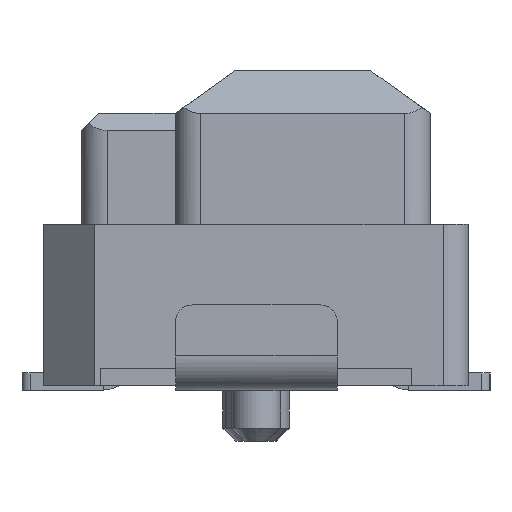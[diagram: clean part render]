
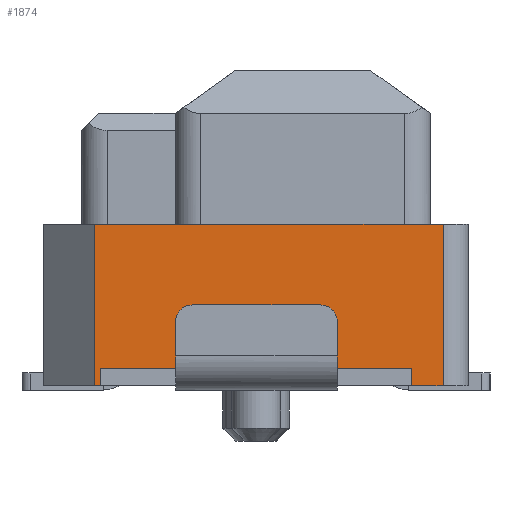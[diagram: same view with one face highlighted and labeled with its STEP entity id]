
A CAD part, left-side view. The second image highlights one B-rep face of the part: STEP entity #1874.
In plain terms, the highlighted planar face has unit normal (-1, 0, 0).
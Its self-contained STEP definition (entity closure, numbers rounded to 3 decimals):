
#1549=CARTESIAN_POINT('',(-4.4,1.9,0.));
#1550=VERTEX_POINT('',#1549);
#1557=CARTESIAN_POINT('',(-4.4,1.9,1.9));
#1558=VERTEX_POINT('',#1557);
#1559=CARTESIAN_POINT('',(-4.4,1.9,0.));
#1560=DIRECTION('',(0.,0.,1.));
#1561=VECTOR('',#1560,1.9);
#1562=LINE('',#1559,#1561);
#1563=EDGE_CURVE('',#1550,#1558,#1562,.T.);
#1739=CARTESIAN_POINT('',(-4.4,-2.2,0.));
#1740=VERTEX_POINT('',#1739);
#1749=CARTESIAN_POINT('',(-4.4,-2.2,1.9));
#1750=VERTEX_POINT('',#1749);
#1758=CARTESIAN_POINT('',(-4.4,-2.2,1.9));
#1759=DIRECTION('',(0.,0.,-1.));
#1760=VECTOR('',#1759,1.9);
#1761=LINE('',#1758,#1760);
#1762=EDGE_CURVE('',#1750,#1740,#1761,.T.);
#1821=CARTESIAN_POINT('',(-4.4,0.,1.6));
#1822=DIRECTION('',(0.,-1.,0.));
#1823=DIRECTION('',(-1.,0.,0.));
#1824=AXIS2_PLACEMENT_3D('',#1821,#1823,#1822);
#1825=PLANE('',#1824);
#1826=CARTESIAN_POINT('',(-4.4,1.9,1.9));
#1827=DIRECTION('',(0.,-1.,0.));
#1828=VECTOR('',#1827,4.1);
#1829=LINE('',#1826,#1828);
#1830=EDGE_CURVE('',#1558,#1750,#1829,.T.);
#1831=ORIENTED_EDGE('',*,*,#1830,.F.);
#1832=ORIENTED_EDGE('',*,*,#1563,.F.);
#1833=CARTESIAN_POINT('',(-4.4,1.825,0.));
#1834=VERTEX_POINT('',#1833);
#1835=CARTESIAN_POINT('',(-4.4,1.9,0.));
#1836=DIRECTION('',(0.,-1.,0.));
#1837=VECTOR('',#1836,0.075);
#1838=LINE('',#1835,#1837);
#1839=EDGE_CURVE('',#1550,#1834,#1838,.T.);
#1840=ORIENTED_EDGE('',*,*,#1839,.T.);
#1841=CARTESIAN_POINT('',(-4.4,1.825,0.2));
#1842=VERTEX_POINT('',#1841);
#1843=CARTESIAN_POINT('',(-4.4,1.825,0.));
#1844=DIRECTION('',(0.,0.,1.));
#1845=VECTOR('',#1844,0.2);
#1846=LINE('',#1843,#1845);
#1847=EDGE_CURVE('',#1834,#1842,#1846,.T.);
#1848=ORIENTED_EDGE('',*,*,#1847,.T.);
#1849=CARTESIAN_POINT('',(-4.4,-1.825,0.2));
#1850=VERTEX_POINT('',#1849);
#1851=CARTESIAN_POINT('',(-4.4,1.825,0.2));
#1852=DIRECTION('',(0.,-1.,0.));
#1853=VECTOR('',#1852,3.65);
#1854=LINE('',#1851,#1853);
#1855=EDGE_CURVE('',#1842,#1850,#1854,.T.);
#1856=ORIENTED_EDGE('',*,*,#1855,.T.);
#1857=CARTESIAN_POINT('',(-4.4,-1.825,0.));
#1858=VERTEX_POINT('',#1857);
#1859=CARTESIAN_POINT('',(-4.4,-1.825,0.2));
#1860=DIRECTION('',(0.,0.,-1.));
#1861=VECTOR('',#1860,0.2);
#1862=LINE('',#1859,#1861);
#1863=EDGE_CURVE('',#1850,#1858,#1862,.T.);
#1864=ORIENTED_EDGE('',*,*,#1863,.T.);
#1865=CARTESIAN_POINT('',(-4.4,-1.825,0.));
#1866=DIRECTION('',(0.,-1.,0.));
#1867=VECTOR('',#1866,0.375);
#1868=LINE('',#1865,#1867);
#1869=EDGE_CURVE('',#1858,#1740,#1868,.T.);
#1870=ORIENTED_EDGE('',*,*,#1869,.T.);
#1871=ORIENTED_EDGE('',*,*,#1762,.F.);
#1872=EDGE_LOOP('',(#1831,#1832,#1840,#1848,#1856,#1864,#1870,#1871));
#1873=FACE_OUTER_BOUND('',#1872,.T.);
#1874=ADVANCED_FACE('',(#1873),#1825,.T.);
